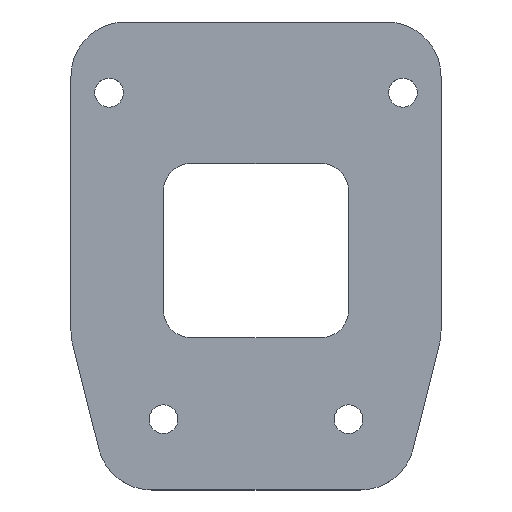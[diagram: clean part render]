
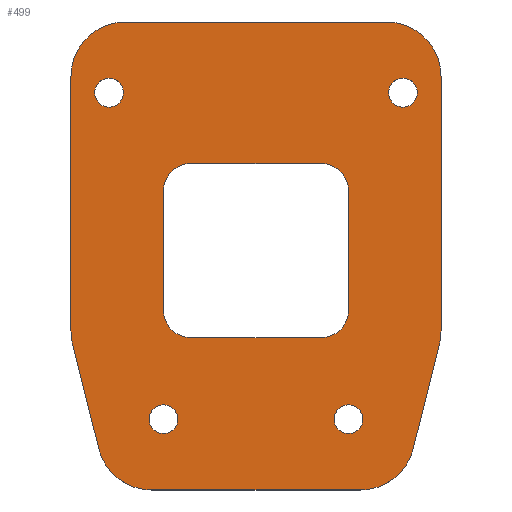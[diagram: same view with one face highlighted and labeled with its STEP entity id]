
A CAD part, top view. The second image highlights one B-rep face of the part: STEP entity #499.
In plain terms, the highlighted planar face has unit normal (0, 0, 1).
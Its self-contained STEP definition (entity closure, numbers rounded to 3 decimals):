
#19=FACE_BOUND('',#70,.T.);
#20=FACE_BOUND('',#71,.T.);
#21=FACE_BOUND('',#72,.T.);
#22=FACE_BOUND('',#73,.T.);
#23=FACE_BOUND('',#74,.T.);
#30=PLANE('',#542);
#43=FACE_OUTER_BOUND('',#69,.T.);
#69=EDGE_LOOP('',(#347,#348,#349,#350,#351,#352,#353,#354,#355,#356,#357,
#358));
#70=EDGE_LOOP('',(#359,#360,#361,#362,#363,#364,#365,#366));
#71=EDGE_LOOP('',(#367));
#72=EDGE_LOOP('',(#368));
#73=EDGE_LOOP('',(#369));
#74=EDGE_LOOP('',(#370));
#105=LINE('',#764,#149);
#108=LINE('',#770,#152);
#109=LINE('',#774,#153);
#110=LINE('',#778,#154);
#111=LINE('',#782,#155);
#112=LINE('',#786,#156);
#113=LINE('',#790,#157);
#114=LINE('',#794,#158);
#115=LINE('',#798,#159);
#116=LINE('',#802,#160);
#149=VECTOR('',#607,10.);
#152=VECTOR('',#612,10.);
#153=VECTOR('',#615,10.);
#154=VECTOR('',#618,10.);
#155=VECTOR('',#621,10.);
#156=VECTOR('',#624,10.);
#157=VECTOR('',#627,10.);
#158=VECTOR('',#630,10.);
#159=VECTOR('',#633,10.);
#160=VECTOR('',#636,10.);
#191=CIRCLE('',#539,10.);
#193=CIRCLE('',#543,10.);
#194=CIRCLE('',#544,10.);
#195=CIRCLE('',#545,10.);
#196=CIRCLE('',#546,10.);
#197=CIRCLE('',#547,10.);
#198=CIRCLE('',#548,5.);
#199=CIRCLE('',#549,5.);
#200=CIRCLE('',#550,5.);
#201=CIRCLE('',#551,5.);
#202=CIRCLE('',#552,2.65);
#203=CIRCLE('',#553,2.65);
#204=CIRCLE('',#554,2.65);
#205=CIRCLE('',#555,2.65);
#219=VERTEX_POINT('',#754);
#220=VERTEX_POINT('',#755);
#223=VERTEX_POINT('',#763);
#225=VERTEX_POINT('',#769);
#226=VERTEX_POINT('',#771);
#227=VERTEX_POINT('',#773);
#228=VERTEX_POINT('',#775);
#229=VERTEX_POINT('',#777);
#230=VERTEX_POINT('',#779);
#231=VERTEX_POINT('',#781);
#232=VERTEX_POINT('',#783);
#233=VERTEX_POINT('',#785);
#234=VERTEX_POINT('',#788);
#235=VERTEX_POINT('',#789);
#236=VERTEX_POINT('',#791);
#237=VERTEX_POINT('',#793);
#238=VERTEX_POINT('',#795);
#239=VERTEX_POINT('',#797);
#240=VERTEX_POINT('',#799);
#241=VERTEX_POINT('',#801);
#242=VERTEX_POINT('',#804);
#243=VERTEX_POINT('',#806);
#244=VERTEX_POINT('',#808);
#245=VERTEX_POINT('',#810);
#267=EDGE_CURVE('',#219,#220,#191,.T.);
#271=EDGE_CURVE('',#223,#220,#105,.T.);
#274=EDGE_CURVE('',#219,#225,#108,.T.);
#275=EDGE_CURVE('',#226,#225,#193,.T.);
#276=EDGE_CURVE('',#226,#227,#109,.T.);
#277=EDGE_CURVE('',#228,#227,#194,.T.);
#278=EDGE_CURVE('',#228,#229,#110,.T.);
#279=EDGE_CURVE('',#230,#229,#195,.T.);
#280=EDGE_CURVE('',#230,#231,#111,.T.);
#281=EDGE_CURVE('',#232,#231,#196,.T.);
#282=EDGE_CURVE('',#232,#233,#112,.T.);
#283=EDGE_CURVE('',#223,#233,#197,.T.);
#284=EDGE_CURVE('',#234,#235,#113,.T.);
#285=EDGE_CURVE('',#236,#235,#198,.T.);
#286=EDGE_CURVE('',#236,#237,#114,.T.);
#287=EDGE_CURVE('',#238,#237,#199,.T.);
#288=EDGE_CURVE('',#238,#239,#115,.T.);
#289=EDGE_CURVE('',#240,#239,#200,.T.);
#290=EDGE_CURVE('',#240,#241,#116,.T.);
#291=EDGE_CURVE('',#234,#241,#201,.T.);
#292=EDGE_CURVE('',#242,#242,#202,.T.);
#293=EDGE_CURVE('',#243,#243,#203,.T.);
#294=EDGE_CURVE('',#244,#244,#204,.T.);
#295=EDGE_CURVE('',#245,#245,#205,.T.);
#347=ORIENTED_EDGE('',*,*,#267,.F.);
#348=ORIENTED_EDGE('',*,*,#274,.T.);
#349=ORIENTED_EDGE('',*,*,#275,.F.);
#350=ORIENTED_EDGE('',*,*,#276,.T.);
#351=ORIENTED_EDGE('',*,*,#277,.F.);
#352=ORIENTED_EDGE('',*,*,#278,.T.);
#353=ORIENTED_EDGE('',*,*,#279,.F.);
#354=ORIENTED_EDGE('',*,*,#280,.T.);
#355=ORIENTED_EDGE('',*,*,#281,.F.);
#356=ORIENTED_EDGE('',*,*,#282,.T.);
#357=ORIENTED_EDGE('',*,*,#283,.F.);
#358=ORIENTED_EDGE('',*,*,#271,.T.);
#359=ORIENTED_EDGE('',*,*,#284,.T.);
#360=ORIENTED_EDGE('',*,*,#285,.F.);
#361=ORIENTED_EDGE('',*,*,#286,.T.);
#362=ORIENTED_EDGE('',*,*,#287,.F.);
#363=ORIENTED_EDGE('',*,*,#288,.T.);
#364=ORIENTED_EDGE('',*,*,#289,.F.);
#365=ORIENTED_EDGE('',*,*,#290,.T.);
#366=ORIENTED_EDGE('',*,*,#291,.F.);
#367=ORIENTED_EDGE('',*,*,#292,.T.);
#368=ORIENTED_EDGE('',*,*,#293,.T.);
#369=ORIENTED_EDGE('',*,*,#294,.T.);
#370=ORIENTED_EDGE('',*,*,#295,.T.);
#499=ADVANCED_FACE('',(#43,#19,#20,#21,#22,#23),#30,.T.);
#539=AXIS2_PLACEMENT_3D('',#756,#599,#600);
#542=AXIS2_PLACEMENT_3D('',#768,#610,#611);
#543=AXIS2_PLACEMENT_3D('',#772,#613,#614);
#544=AXIS2_PLACEMENT_3D('',#776,#616,#617);
#545=AXIS2_PLACEMENT_3D('',#780,#619,#620);
#546=AXIS2_PLACEMENT_3D('',#784,#622,#623);
#547=AXIS2_PLACEMENT_3D('',#787,#625,#626);
#548=AXIS2_PLACEMENT_3D('',#792,#628,#629);
#549=AXIS2_PLACEMENT_3D('',#796,#631,#632);
#550=AXIS2_PLACEMENT_3D('',#800,#634,#635);
#551=AXIS2_PLACEMENT_3D('',#803,#637,#638);
#552=AXIS2_PLACEMENT_3D('',#805,#639,#640);
#553=AXIS2_PLACEMENT_3D('',#807,#641,#642);
#554=AXIS2_PLACEMENT_3D('',#809,#643,#644);
#555=AXIS2_PLACEMENT_3D('',#811,#645,#646);
#599=DIRECTION('center_axis',(0.,0.,-1.));
#600=DIRECTION('ref_axis',(0.707,0.707,0.));
#607=DIRECTION('',(0.,1.,0.));
#610=DIRECTION('center_axis',(0.,0.,1.));
#611=DIRECTION('ref_axis',(1.,0.,0.));
#612=DIRECTION('',(-1.,0.,0.));
#613=DIRECTION('center_axis',(0.,0.,-1.));
#614=DIRECTION('ref_axis',(-0.707,0.707,0.));
#615=DIRECTION('',(0.,-1.,0.));
#616=DIRECTION('center_axis',(0.,0.,-1.));
#617=DIRECTION('ref_axis',(-0.993,-0.122,0.));
#618=DIRECTION('',(0.243,-0.97,0.));
#619=DIRECTION('center_axis',(0.,0.,-1.));
#620=DIRECTION('ref_axis',(-0.615,-0.788,0.));
#621=DIRECTION('',(1.,0.,0.));
#622=DIRECTION('center_axis',(0.,0.,-1.));
#623=DIRECTION('ref_axis',(0.615,-0.788,0.));
#624=DIRECTION('',(0.243,0.97,0.));
#625=DIRECTION('center_axis',(0.,0.,-1.));
#626=DIRECTION('ref_axis',(0.993,-0.122,0.));
#627=DIRECTION('',(1.,0.,0.));
#628=DIRECTION('center_axis',(0.,0.,1.));
#629=DIRECTION('ref_axis',(0.707,0.707,0.));
#630=DIRECTION('',(0.,-1.,0.));
#631=DIRECTION('center_axis',(0.,0.,1.));
#632=DIRECTION('ref_axis',(0.707,-0.707,0.));
#633=DIRECTION('',(-1.,0.,0.));
#634=DIRECTION('center_axis',(0.,0.,1.));
#635=DIRECTION('ref_axis',(-0.707,-0.707,0.));
#636=DIRECTION('',(0.,1.,0.));
#637=DIRECTION('center_axis',(0.,0.,1.));
#638=DIRECTION('ref_axis',(-0.707,0.707,0.));
#639=DIRECTION('center_axis',(0.,0.,-1.));
#640=DIRECTION('ref_axis',(-1.,0.,0.));
#641=DIRECTION('center_axis',(0.,0.,-1.));
#642=DIRECTION('ref_axis',(-1.,0.,0.));
#643=DIRECTION('center_axis',(0.,0.,-1.));
#644=DIRECTION('ref_axis',(-1.,0.,0.));
#645=DIRECTION('center_axis',(0.,0.,-1.));
#646=DIRECTION('ref_axis',(-1.,0.,0.));
#754=CARTESIAN_POINT('',(58.,86.,3.));
#755=CARTESIAN_POINT('',(68.,76.,3.));
#756=CARTESIAN_POINT('Origin',(58.,76.,3.));
#763=CARTESIAN_POINT('',(68.,29.231,3.));
#764=CARTESIAN_POINT('',(68.,0.,3.));
#768=CARTESIAN_POINT('Origin',(34.,43.,3.));
#769=CARTESIAN_POINT('',(10.,86.,3.));
#770=CARTESIAN_POINT('',(68.,86.,3.));
#771=CARTESIAN_POINT('',(0.,76.,3.));
#772=CARTESIAN_POINT('Origin',(10.,76.,3.));
#773=CARTESIAN_POINT('',(0.,29.231,3.));
#774=CARTESIAN_POINT('',(0.,86.,3.));
#775=CARTESIAN_POINT('',(0.299,26.806,3.));
#776=CARTESIAN_POINT('Origin',(10.,29.231,3.));
#777=CARTESIAN_POINT('',(5.106,7.575,3.));
#778=CARTESIAN_POINT('',(-0.765,31.059,3.));
#779=CARTESIAN_POINT('',(14.808,0.,3.));
#780=CARTESIAN_POINT('Origin',(14.808,10.,3.));
#781=CARTESIAN_POINT('',(53.192,0.,3.));
#782=CARTESIAN_POINT('',(0.,0.,3.));
#783=CARTESIAN_POINT('',(62.894,7.575,3.));
#784=CARTESIAN_POINT('Origin',(53.192,10.,3.));
#785=CARTESIAN_POINT('',(67.701,26.806,3.));
#786=CARTESIAN_POINT('',(65.265,17.059,3.));
#787=CARTESIAN_POINT('Origin',(58.,29.231,3.));
#788=CARTESIAN_POINT('',(22.,60.,3.));
#789=CARTESIAN_POINT('',(46.,60.,3.));
#790=CARTESIAN_POINT('',(25.5,60.,3.));
#791=CARTESIAN_POINT('',(51.,55.,3.));
#792=CARTESIAN_POINT('Origin',(46.,55.,3.));
#793=CARTESIAN_POINT('',(51.,33.,3.));
#794=CARTESIAN_POINT('',(51.,51.5,3.));
#795=CARTESIAN_POINT('',(46.,28.,3.));
#796=CARTESIAN_POINT('Origin',(46.,33.,3.));
#797=CARTESIAN_POINT('',(22.,28.,3.));
#798=CARTESIAN_POINT('',(42.5,28.,3.));
#799=CARTESIAN_POINT('',(17.,33.,3.));
#800=CARTESIAN_POINT('Origin',(22.,33.,3.));
#801=CARTESIAN_POINT('',(17.,55.,3.));
#802=CARTESIAN_POINT('',(17.,35.5,3.));
#803=CARTESIAN_POINT('Origin',(22.,55.,3.));
#804=CARTESIAN_POINT('',(19.65,13.,3.));
#805=CARTESIAN_POINT('Origin',(17.,13.,3.));
#806=CARTESIAN_POINT('',(63.65,73.,3.));
#807=CARTESIAN_POINT('Origin',(61.,73.,3.));
#808=CARTESIAN_POINT('',(53.65,13.,3.));
#809=CARTESIAN_POINT('Origin',(51.,13.,3.));
#810=CARTESIAN_POINT('',(9.65,73.,3.));
#811=CARTESIAN_POINT('Origin',(7.,73.,3.));
